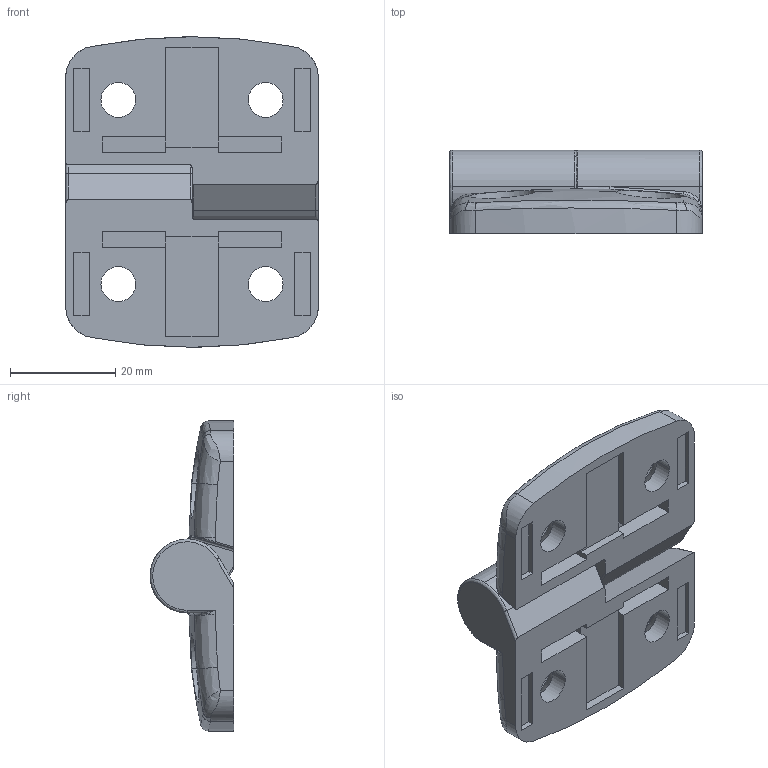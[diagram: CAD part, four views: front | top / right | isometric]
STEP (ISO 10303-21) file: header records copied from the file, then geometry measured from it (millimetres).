
FILE_DESCRIPTION (( 'STEP AP214' ), '1' );
FILE_NAME ('6228710', '2019-01-28T17:05:47', ( '' ), ('JUGARD+KÜNSTNER GmbH'), 'SwSTEP 2.0', 'SolidWorks 2017', '' );
FILE_SCHEMA (( 'AUTOMOTIVE_DESIGN' ));
Length unit declared in the file: millimetre
Products named in the file (3): 6228710; Part3; Part1
Assembly tree (3 placements, depth 2):
  6228710
    Part3  x2
    Part1
Bounding box: 48 x 15.9 x 59 mm (x, y, z)
Volume: 20540 mm3; surface area: 10744 mm2
Topology: 3 solids, 3 shells, 180 faces, 460 edges, 286 vertices
Faces by surface type: plane 70, cylinder 50, bspline 48, cone 12
Entity records: 5206 total; most frequent: CARTESIAN_POINT 1888, ORIENTED_EDGE 480, DIRECTION 404, EDGE_CURVE 240, VERTEX_POINT 151, AXIS2_PLACEMENT_3D 146, VECTOR 112, LINE 112
